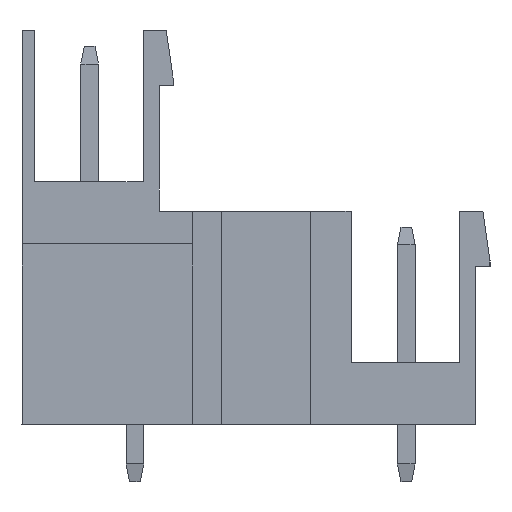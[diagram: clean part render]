
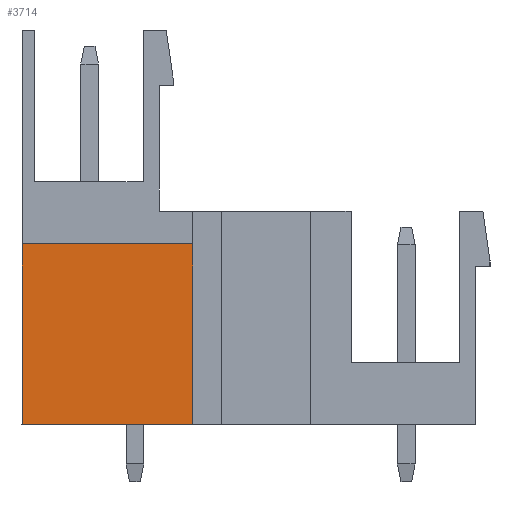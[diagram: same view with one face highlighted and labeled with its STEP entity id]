
A CAD part, left-side view. The second image highlights one B-rep face of the part: STEP entity #3714.
In plain terms, the highlighted planar face has unit normal (-1, 0, 0).
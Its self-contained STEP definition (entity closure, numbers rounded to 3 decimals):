
#3701=AXIS2_PLACEMENT_3D('Plane Axis2P3D',#3698,#3699,#3700) ;
#2401=CARTESIAN_POINT('Vertex',(1.,26.28,3.2)) ;
#2404=CARTESIAN_POINT('Line Origine',(1.,26.28,8.28)) ;
#2408=CARTESIAN_POINT('Vertex',(1.,26.28,13.36)) ;
#2486=CARTESIAN_POINT('Vertex',(1.,16.7,3.2)) ;
#2489=CARTESIAN_POINT('Line Origine',(1.,21.49,3.2)) ;
#3681=CARTESIAN_POINT('Vertex',(1.,16.7,13.36)) ;
#3684=CARTESIAN_POINT('Line Origine',(1.,16.7,8.28)) ;
#3698=CARTESIAN_POINT('Axis2P3D Location',(1.,0.,13.36)) ;
#3703=CARTESIAN_POINT('Line Origine',(1.,21.49,13.36)) ;
#2405=DIRECTION('Vector Direction',(0.,0.,-1.)) ;
#2490=DIRECTION('Vector Direction',(0.,1.,0.)) ;
#3685=DIRECTION('Vector Direction',(0.,0.,1.)) ;
#3699=DIRECTION('Axis2P3D Direction',(1.,-0.,0.)) ;
#3700=DIRECTION('Axis2P3D XDirection',(0.,0.,-1.)) ;
#3704=DIRECTION('Vector Direction',(0.,1.,0.)) ;
#2406=VECTOR('Line Direction',#2405,1.) ;
#2491=VECTOR('Line Direction',#2490,1.) ;
#3686=VECTOR('Line Direction',#3685,1.) ;
#3705=VECTOR('Line Direction',#3704,1.) ;
#3709=ORIENTED_EDGE('',*,*,#3688,.T.) ;
#3710=ORIENTED_EDGE('',*,*,#3707,.T.) ;
#3711=ORIENTED_EDGE('',*,*,#2410,.T.) ;
#3712=ORIENTED_EDGE('',*,*,#2493,.F.) ;
#3714=ADVANCED_FACE('Housing',(#3713),#3702,.F.) ;
#2410=EDGE_CURVE('',#2409,#2402,#2407,.T.) ;
#2493=EDGE_CURVE('',#2487,#2402,#2492,.T.) ;
#3688=EDGE_CURVE('',#2487,#3682,#3687,.T.) ;
#3707=EDGE_CURVE('',#3682,#2409,#3706,.T.) ;
#3708=EDGE_LOOP('',(#3709,#3710,#3711,#3712)) ;
#3713=FACE_OUTER_BOUND('',#3708,.T.) ;
#2407=LINE('Line',#2404,#2406) ;
#2492=LINE('Line',#2489,#2491) ;
#3687=LINE('Line',#3684,#3686) ;
#3706=LINE('Line',#3703,#3705) ;
#3702=PLANE('',#3701) ;
#2402=VERTEX_POINT('',#2401) ;
#2409=VERTEX_POINT('',#2408) ;
#2487=VERTEX_POINT('',#2486) ;
#3682=VERTEX_POINT('',#3681) ;
